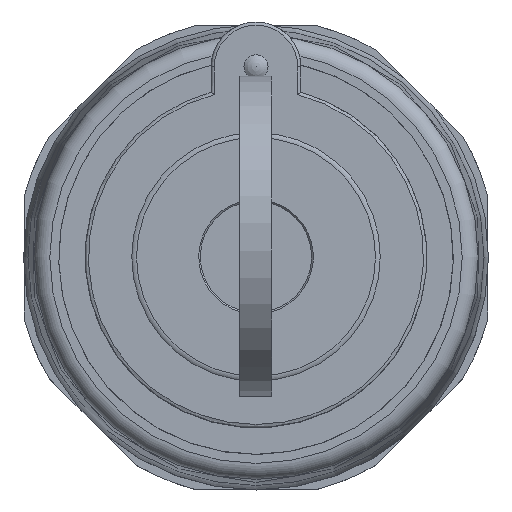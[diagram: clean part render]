
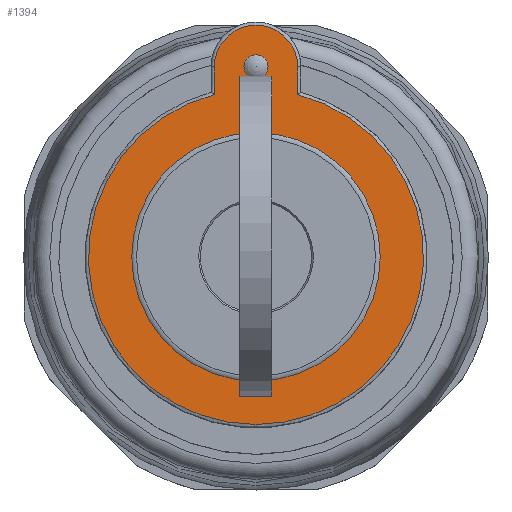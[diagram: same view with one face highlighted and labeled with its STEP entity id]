
A CAD part, top view. The second image highlights one B-rep face of the part: STEP entity #1394.
In plain terms, the highlighted planar face has unit normal (0, 0, 1).
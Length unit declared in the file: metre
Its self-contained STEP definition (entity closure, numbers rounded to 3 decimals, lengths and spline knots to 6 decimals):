
#1394 = ADVANCED_FACE( '', ( #2909, #2910, #2911 ), #2912, .F. );
#2909 = FACE_BOUND( '', #4947, .T. );
#2910 = FACE_BOUND( '', #4948, .T. );
#2911 = FACE_OUTER_BOUND( '', #4949, .T. );
#2912 = PLANE( '', #4950 );
#4947 = EDGE_LOOP( '', ( #9283 ) );
#4948 = EDGE_LOOP( '', ( #9284 ) );
#4949 = EDGE_LOOP( '', ( #9285, #9286, #9287, #9288 ) );
#4950 = AXIS2_PLACEMENT_3D( '', #9289, #9290, #9291 );
#9283 = ORIENTED_EDGE( '', *, *, #10513, .F. );
#9284 = ORIENTED_EDGE( '', *, *, #10408, .T. );
#9285 = ORIENTED_EDGE( '', *, *, #11581, .T. );
#9286 = ORIENTED_EDGE( '', *, *, #10200, .T. );
#9287 = ORIENTED_EDGE( '', *, *, #11354, .T. );
#9288 = ORIENTED_EDGE( '', *, *, #11644, .T. );
#9289 = CARTESIAN_POINT( '', ( 0., 0.0111, 0.0158 ) );
#9290 = DIRECTION( '', ( 0., 0., -1. ) );
#9291 = DIRECTION( '', ( -1., 0., 0. ) );
#10200 = EDGE_CURVE( '', #12167, #12172, #12174, .T. );
#10408 = EDGE_CURVE( '', #12531, #12531, #12532, .T. );
#10513 = EDGE_CURVE( '', #12706, #12706, #12707, .T. );
#11354 = EDGE_CURVE( '', #12172, #13972, #13974, .T. );
#11581 = EDGE_CURVE( '', #14254, #12167, #14256, .T. );
#11644 = EDGE_CURVE( '', #13972, #14254, #14328, .T. );
#12167 = VERTEX_POINT( '', #15039 );
#12172 = VERTEX_POINT( '', #15044 );
#12174 = CIRCLE( '', #15046, 0.0026 );
#12531 = VERTEX_POINT( '', #15754 );
#12532 = CIRCLE( '', #15755, 0.00775 );
#12706 = VERTEX_POINT( '', #16006 );
#12707 = CIRCLE( '', #16007, 0.00075 );
#13972 = VERTEX_POINT( '', #18130 );
#13974 = LINE( '', #18137, #18138 );
#14254 = VERTEX_POINT( '', #18605 );
#14256 = LINE( '', #18612, #18613 );
#14328 = CIRCLE( '', #18736, 0.01045 );
#15039 = CARTESIAN_POINT( '', ( 0.0026, 0.01185, 0.0158 ) );
#15044 = CARTESIAN_POINT( '', ( -0.0026, 0.01185, 0.0158 ) );
#15046 = AXIS2_PLACEMENT_3D( '', #19223, #19224, #19225 );
#15754 = CARTESIAN_POINT( '', ( -0.00775, 0., 0.0158 ) );
#15755 = AXIS2_PLACEMENT_3D( '', #19453, #19454, #19455 );
#16006 = CARTESIAN_POINT( '', ( 0., 0.0111, 0.0158 ) );
#16007 = AXIS2_PLACEMENT_3D( '', #19565, #19566, #19567 );
#18130 = CARTESIAN_POINT( '', ( -0.0026, 0.010121, 0.0158 ) );
#18137 = CARTESIAN_POINT( '', ( -0.0026, 0., 0.0158 ) );
#18138 = VECTOR( '', #20491, 1. );
#18605 = CARTESIAN_POINT( '', ( 0.0026, 0.010121, 0.0158 ) );
#18612 = CARTESIAN_POINT( '', ( 0.0026, 0., 0.0158 ) );
#18613 = VECTOR( '', #20705, 1. );
#18736 = AXIS2_PLACEMENT_3D( '', #20737, #20738, #20739 );
#19223 = CARTESIAN_POINT( '', ( 0., 0.01185, 0.0158 ) );
#19224 = DIRECTION( '', ( 0., 0., 1. ) );
#19225 = DIRECTION( '', ( -1., 0., 0. ) );
#19453 = CARTESIAN_POINT( '', ( 0., 0., 0.0158 ) );
#19454 = DIRECTION( '', ( 0., 0., -1. ) );
#19455 = DIRECTION( '', ( -1., 0., 0. ) );
#19565 = CARTESIAN_POINT( '', ( 0., 0.01185, 0.0158 ) );
#19566 = DIRECTION( '', ( 0., 0., 1. ) );
#19567 = DIRECTION( '', ( 0., -1., 0. ) );
#20491 = DIRECTION( '', ( 0., -1., 0. ) );
#20705 = DIRECTION( '', ( 0., 1., 0. ) );
#20737 = CARTESIAN_POINT( '', ( 0., 0., 0.0158 ) );
#20738 = DIRECTION( '', ( 0., 0., 1. ) );
#20739 = DIRECTION( '', ( -1., 0., 0. ) );
